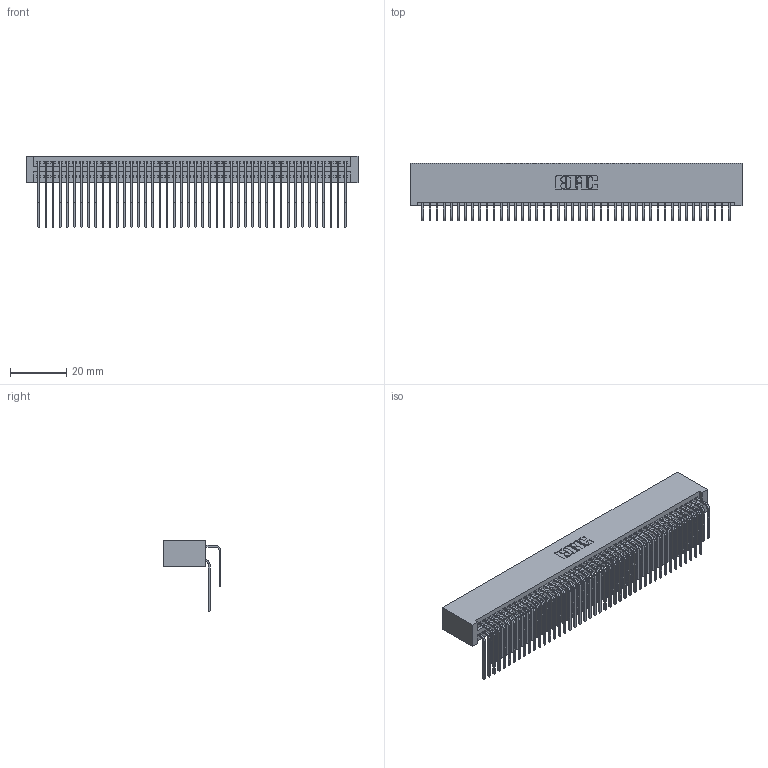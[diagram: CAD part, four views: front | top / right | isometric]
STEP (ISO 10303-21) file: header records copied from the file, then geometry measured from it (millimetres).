
FILE_DESCRIPTION (( 'STEP AP203' ), '1' );
FILE_NAME ('395-088-559-201.STEP', '2019-10-25T15:13:24', ( '' ), ( '' ), 'SwSTEP 2.0', 'SolidWorks 2016', '' );
FILE_SCHEMA (( 'CONFIG_CONTROL_DESIGN' ));
Length unit declared in the file: inch
Products named in the file (4): 345 Part_No Mounting Lugs; 345-292-001_558 559 Tail - 1; 345-292-001_559 Tail - 2; 395-088-559-201
Assembly tree (89 placements, depth 2):
  395-088-559-201
    345 Part_No Mounting Lugs
    345-292-001_558 559 Tail - 1  x44
    345-292-001_559 Tail - 2  x44
Bounding box: 118.36 x 20.56 x 25.53 mm (x, y, z)
Volume: 12640.1 mm3; surface area: 21413.4 mm2
Topology: 89 solids, 89 shells, 4694 faces, 13957 edges, 9186 vertices
Faces by surface type: plane 3156, cylinder 1538
Entity records: 35629 total; most frequent: CARTESIAN_POINT 6015, ORIENTED_EDGE 5898, DIRECTION 5269, EDGE_CURVE 2949, LINE 2609, VECTOR 2609, VERTEX_POINT 1962, AXIS2_PLACEMENT_3D 1330
